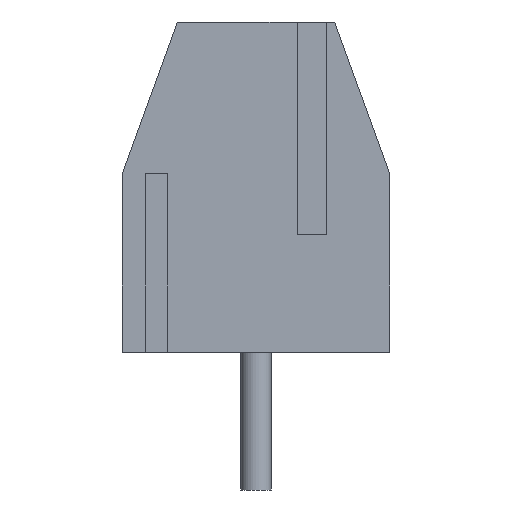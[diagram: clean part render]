
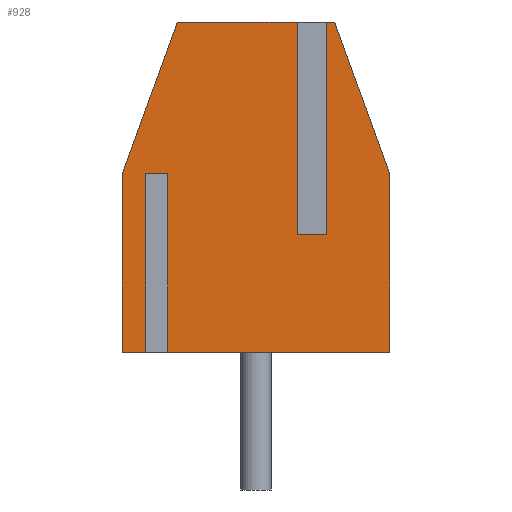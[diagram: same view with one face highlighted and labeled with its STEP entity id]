
A CAD part, left-side view. The second image highlights one B-rep face of the part: STEP entity #928.
In plain terms, the highlighted planar face has unit normal (-1, 0, 0).
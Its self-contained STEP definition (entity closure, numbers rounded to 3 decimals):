
#872=AXIS2_PLACEMENT_3D('Plane Axis2P3D',#869,#870,#871) ;
#196=CARTESIAN_POINT('Line Origine',(0.45,6.5,3.5)) ;
#200=CARTESIAN_POINT('Vertex',(0.45,6.8,3.5)) ;
#202=CARTESIAN_POINT('Vertex',(0.45,6.2,3.5)) ;
#254=CARTESIAN_POINT('Vertex',(0.45,0.,3.5)) ;
#257=CARTESIAN_POINT('Line Origine',(0.45,2.825,3.5)) ;
#261=CARTESIAN_POINT('Vertex',(0.45,5.65,3.5)) ;
#433=CARTESIAN_POINT('Line Origine',(0.45,6.8,5.775)) ;
#437=CARTESIAN_POINT('Vertex',(0.45,6.8,8.05)) ;
#458=CARTESIAN_POINT('Line Origine',(0.45,6.1,9.975)) ;
#462=CARTESIAN_POINT('Vertex',(0.45,5.4,11.9)) ;
#483=CARTESIAN_POINT('Line Origine',(0.45,3.825,11.9)) ;
#487=CARTESIAN_POINT('Vertex',(0.45,2.25,11.9)) ;
#536=CARTESIAN_POINT('Vertex',(0.45,1.7,11.9)) ;
#539=CARTESIAN_POINT('Line Origine',(0.45,1.55,11.9)) ;
#543=CARTESIAN_POINT('Vertex',(0.45,1.4,11.9)) ;
#763=CARTESIAN_POINT('Line Origine',(0.45,0.7,9.975)) ;
#767=CARTESIAN_POINT('Vertex',(0.45,0.,8.05)) ;
#788=CARTESIAN_POINT('Line Origine',(0.45,0.,5.775)) ;
#869=CARTESIAN_POINT('Axis2P3D Location',(0.45,0.,0.)) ;
#874=CARTESIAN_POINT('Line Origine',(0.45,1.7,9.2)) ;
#878=CARTESIAN_POINT('Vertex',(0.45,1.7,6.5)) ;
#881=CARTESIAN_POINT('Line Origine',(0.45,1.975,6.5)) ;
#885=CARTESIAN_POINT('Vertex',(0.45,2.25,6.5)) ;
#888=CARTESIAN_POINT('Line Origine',(0.45,2.25,9.2)) ;
#893=CARTESIAN_POINT('Line Origine',(0.45,6.2,5.775)) ;
#897=CARTESIAN_POINT('Vertex',(0.45,6.2,8.05)) ;
#900=CARTESIAN_POINT('Line Origine',(0.45,5.925,8.05)) ;
#904=CARTESIAN_POINT('Vertex',(0.45,5.65,8.05)) ;
#907=CARTESIAN_POINT('Line Origine',(0.45,5.65,5.775)) ;
#197=DIRECTION('Vector Direction',(0.,1.,0.)) ;
#258=DIRECTION('Vector Direction',(0.,1.,0.)) ;
#434=DIRECTION('Vector Direction',(0.,0.,1.)) ;
#459=DIRECTION('Vector Direction',(0.,-0.342,0.94)) ;
#484=DIRECTION('Vector Direction',(0.,-1.,0.)) ;
#540=DIRECTION('Vector Direction',(0.,-1.,0.)) ;
#764=DIRECTION('Vector Direction',(0.,-0.342,-0.94)) ;
#789=DIRECTION('Vector Direction',(0.,0.,-1.)) ;
#870=DIRECTION('Axis2P3D Direction',(-1.,0.,0.)) ;
#871=DIRECTION('Axis2P3D XDirection',(0.,0.,1.)) ;
#875=DIRECTION('Vector Direction',(0.,0.,1.)) ;
#882=DIRECTION('Vector Direction',(0.,1.,0.)) ;
#889=DIRECTION('Vector Direction',(0.,0.,1.)) ;
#894=DIRECTION('Vector Direction',(0.,0.,1.)) ;
#901=DIRECTION('Vector Direction',(0.,1.,0.)) ;
#908=DIRECTION('Vector Direction',(0.,0.,1.)) ;
#198=VECTOR('Line Direction',#197,1.) ;
#259=VECTOR('Line Direction',#258,1.) ;
#435=VECTOR('Line Direction',#434,1.) ;
#460=VECTOR('Line Direction',#459,1.) ;
#485=VECTOR('Line Direction',#484,1.) ;
#541=VECTOR('Line Direction',#540,1.) ;
#765=VECTOR('Line Direction',#764,1.) ;
#790=VECTOR('Line Direction',#789,1.) ;
#876=VECTOR('Line Direction',#875,1.) ;
#883=VECTOR('Line Direction',#882,1.) ;
#890=VECTOR('Line Direction',#889,1.) ;
#895=VECTOR('Line Direction',#894,1.) ;
#902=VECTOR('Line Direction',#901,1.) ;
#909=VECTOR('Line Direction',#908,1.) ;
#913=ORIENTED_EDGE('',*,*,#263,.T.) ;
#914=ORIENTED_EDGE('',*,*,#792,.T.) ;
#915=ORIENTED_EDGE('',*,*,#769,.T.) ;
#916=ORIENTED_EDGE('',*,*,#545,.T.) ;
#917=ORIENTED_EDGE('',*,*,#880,.F.) ;
#918=ORIENTED_EDGE('',*,*,#887,.T.) ;
#919=ORIENTED_EDGE('',*,*,#892,.T.) ;
#920=ORIENTED_EDGE('',*,*,#489,.T.) ;
#921=ORIENTED_EDGE('',*,*,#464,.T.) ;
#922=ORIENTED_EDGE('',*,*,#439,.T.) ;
#923=ORIENTED_EDGE('',*,*,#204,.T.) ;
#924=ORIENTED_EDGE('',*,*,#899,.T.) ;
#925=ORIENTED_EDGE('',*,*,#906,.T.) ;
#926=ORIENTED_EDGE('',*,*,#911,.F.) ;
#928=ADVANCED_FACE('HOUSING',(#927),#873,.T.) ;
#204=EDGE_CURVE('',#201,#203,#199,.F.) ;
#263=EDGE_CURVE('',#262,#255,#260,.F.) ;
#439=EDGE_CURVE('',#438,#201,#436,.F.) ;
#464=EDGE_CURVE('',#463,#438,#461,.F.) ;
#489=EDGE_CURVE('',#488,#463,#486,.F.) ;
#545=EDGE_CURVE('',#544,#537,#542,.F.) ;
#769=EDGE_CURVE('',#768,#544,#766,.F.) ;
#792=EDGE_CURVE('',#255,#768,#791,.F.) ;
#880=EDGE_CURVE('',#879,#537,#877,.T.) ;
#887=EDGE_CURVE('',#879,#886,#884,.T.) ;
#892=EDGE_CURVE('',#886,#488,#891,.T.) ;
#899=EDGE_CURVE('',#203,#898,#896,.T.) ;
#906=EDGE_CURVE('',#898,#905,#903,.F.) ;
#911=EDGE_CURVE('',#262,#905,#910,.T.) ;
#912=EDGE_LOOP('',(#913,#914,#915,#916,#917,#918,#919,#920,#921,#922,#923,#924,#925,#926)) ;
#927=FACE_OUTER_BOUND('',#912,.T.) ;
#199=LINE('Line',#196,#198) ;
#260=LINE('Line',#257,#259) ;
#436=LINE('Line',#433,#435) ;
#461=LINE('Line',#458,#460) ;
#486=LINE('Line',#483,#485) ;
#542=LINE('Line',#539,#541) ;
#766=LINE('Line',#763,#765) ;
#791=LINE('Line',#788,#790) ;
#877=LINE('Line',#874,#876) ;
#884=LINE('Line',#881,#883) ;
#891=LINE('Line',#888,#890) ;
#896=LINE('Line',#893,#895) ;
#903=LINE('Line',#900,#902) ;
#910=LINE('Line',#907,#909) ;
#873=PLANE('',#872) ;
#201=VERTEX_POINT('',#200) ;
#203=VERTEX_POINT('',#202) ;
#255=VERTEX_POINT('',#254) ;
#262=VERTEX_POINT('',#261) ;
#438=VERTEX_POINT('',#437) ;
#463=VERTEX_POINT('',#462) ;
#488=VERTEX_POINT('',#487) ;
#537=VERTEX_POINT('',#536) ;
#544=VERTEX_POINT('',#543) ;
#768=VERTEX_POINT('',#767) ;
#879=VERTEX_POINT('',#878) ;
#886=VERTEX_POINT('',#885) ;
#898=VERTEX_POINT('',#897) ;
#905=VERTEX_POINT('',#904) ;
